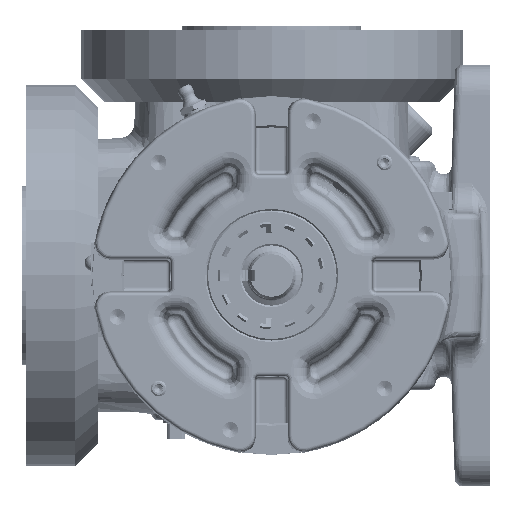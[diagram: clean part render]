
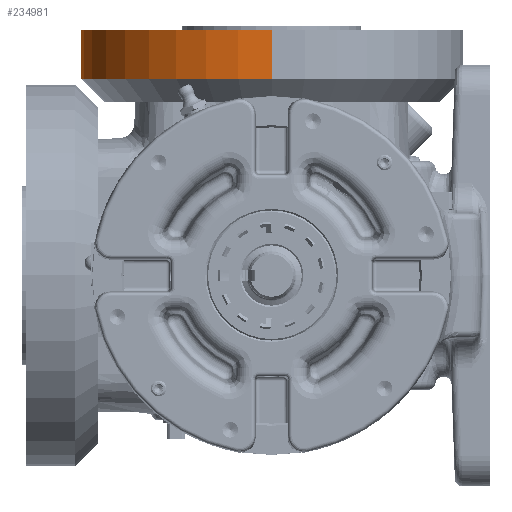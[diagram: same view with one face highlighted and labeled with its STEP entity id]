
A CAD part, left-side view. The second image highlights one B-rep face of the part: STEP entity #234981.
In plain terms, the highlighted cylindrical face has radius 77.724 mm (diameter 155.448 mm), a partial arc.
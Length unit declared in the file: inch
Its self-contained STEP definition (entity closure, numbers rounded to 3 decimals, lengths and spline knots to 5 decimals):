
#7929 = ORIENTED_EDGE ( 'NONE', *, *, #138327, .T. ) ;
#26278 = ORIENTED_EDGE ( 'NONE', *, *, #239371, .T. ) ;
#61309 = ORIENTED_EDGE ( 'NONE', *, *, #227148, .F. ) ;
#61683 = LINE ( 'NONE', #222439, #160218 ) ;
#64304 = EDGE_CURVE ( 'NONE', #251503, #248883, #113437, .T. ) ;
#66067 = VECTOR ( 'NONE', #233097, 39.37008 ) ;
#75926 = DIRECTION ( 'NONE',  ( 0., 0., -1. ) ) ;
#80078 = FACE_OUTER_BOUND ( 'NONE', #200673, .T. ) ;
#82953 = ORIENTED_EDGE ( 'NONE', *, *, #64304, .F. ) ;
#85656 = AXIS2_PLACEMENT_3D ( 'NONE', #248614, #299043, #205867 ) ;
#87230 = VERTEX_POINT ( 'NONE', #252502 ) ;
#97749 = CARTESIAN_POINT ( 'NONE',  ( -1.225, 0., 3.94 ) ) ;
#104467 = AXIS2_PLACEMENT_3D ( 'NONE', #213532, #150083, #197260 ) ;
#106687 = CARTESIAN_POINT ( 'NONE',  ( 4.895, 0., 3.94 ) ) ;
#113437 = LINE ( 'NONE', #209478, #66067 ) ;
#123146 = CARTESIAN_POINT ( 'NONE',  ( 1.835, 0., 3.155 ) ) ;
#125761 = CYLINDRICAL_SURFACE ( 'NONE', #85656, 3.06 ) ;
#135906 = AXIS2_PLACEMENT_3D ( 'NONE', #123146, #75926, #176637 ) ;
#138327 = EDGE_CURVE ( 'NONE', #251503, #191479, #235025, .T. ) ;
#150083 = DIRECTION ( 'NONE',  ( 0., 0., -1. ) ) ;
#160218 = VECTOR ( 'NONE', #198848, 39.37008 ) ;
#176637 = DIRECTION ( 'NONE',  ( -1., 0., 0. ) ) ;
#191172 = CIRCLE ( 'NONE', #135906, 3.06 ) ;
#191479 = VERTEX_POINT ( 'NONE', #106687 ) ;
#197260 = DIRECTION ( 'NONE',  ( -1., 0., 0. ) ) ;
#198848 = DIRECTION ( 'NONE',  ( 0., 0., -1. ) ) ;
#200673 = EDGE_LOOP ( 'NONE', ( #7929, #26278, #61309, #82953 ) ) ;
#205867 = DIRECTION ( 'NONE',  ( -1., 0., 0. ) ) ;
#209478 = CARTESIAN_POINT ( 'NONE',  ( -1.225, 0., 2.4376 ) ) ;
#213532 = CARTESIAN_POINT ( 'NONE',  ( 1.835, 0., 3.94 ) ) ;
#222439 = CARTESIAN_POINT ( 'NONE',  ( 4.895, 0., 2.4376 ) ) ;
#227148 = EDGE_CURVE ( 'NONE', #248883, #87230, #191172, .T. ) ;
#233097 = DIRECTION ( 'NONE',  ( 0., 0., -1. ) ) ;
#234981 = ADVANCED_FACE ( 'NONE', ( #80078 ), #125761, .T. ) ;
#235025 = CIRCLE ( 'NONE', #104467, 3.06 ) ;
#239371 = EDGE_CURVE ( 'NONE', #191479, #87230, #61683, .T. ) ;
#248614 = CARTESIAN_POINT ( 'NONE',  ( 1.835, 0., 2.4376 ) ) ;
#248883 = VERTEX_POINT ( 'NONE', #282306 ) ;
#251503 = VERTEX_POINT ( 'NONE', #97749 ) ;
#252502 = CARTESIAN_POINT ( 'NONE',  ( 4.895, 0., 3.155 ) ) ;
#282306 = CARTESIAN_POINT ( 'NONE',  ( -1.225, 0., 3.155 ) ) ;
#299043 = DIRECTION ( 'NONE',  ( 0., 0., -1. ) ) ;
